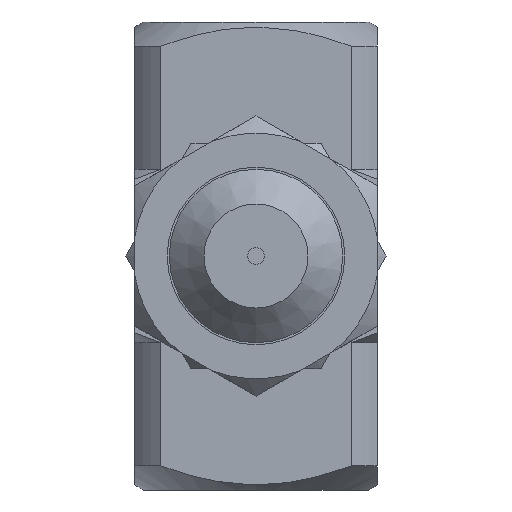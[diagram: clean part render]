
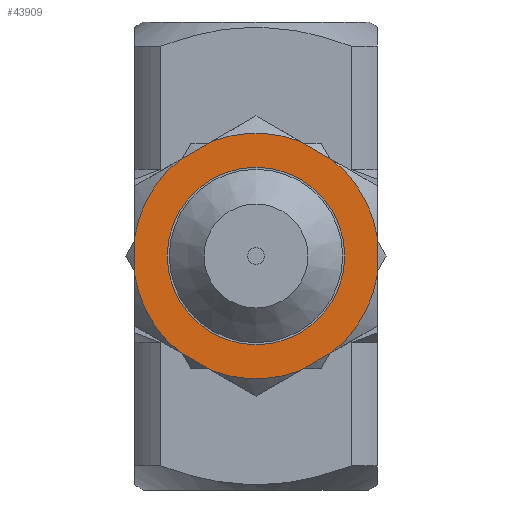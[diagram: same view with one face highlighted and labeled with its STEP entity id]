
A CAD part, front view. The second image highlights one B-rep face of the part: STEP entity #43909.
In plain terms, the highlighted planar face has unit normal (0, -1, 0).
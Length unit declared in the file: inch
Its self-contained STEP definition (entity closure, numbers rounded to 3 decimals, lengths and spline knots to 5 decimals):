
#43226=CARTESIAN_POINT('',(-0.32,-1.1,0.));
#43227=VERTEX_POINT('',#43226);
#43228=CARTESIAN_POINT('',(0.,-1.1,0.));
#43229=DIRECTION('',(0.0,1.0,0.0));
#43230=DIRECTION('',(-1.0,0.0,0.0));
#43231=AXIS2_PLACEMENT_3D('',#43228,#43229,#43230);
#43232=CIRCLE('',#43231,0.32);
#43233=EDGE_CURVE('',#43227,#43227,#43232,.T.);
#43245=CARTESIAN_POINT('',(0.4375,-1.1,0.06753));
#43246=VERTEX_POINT('',#43245);
#43260=CARTESIAN_POINT('',(0.4375,-1.1,-0.06753));
#43261=VERTEX_POINT('',#43260);
#43262=CARTESIAN_POINT('',(0.4375,-1.1,0.06753));
#43263=DIRECTION('',(0.0,0.0,-1.0));
#43264=VECTOR('',#43263,0.13507);
#43265=LINE('',#43262,#43264);
#43266=EDGE_CURVE('',#43246,#43261,#43265,.T.);
#43345=CARTESIAN_POINT('',(0.16027,-1.1,0.41265));
#43346=VERTEX_POINT('',#43345);
#43360=CARTESIAN_POINT('',(0.27723,-1.1,0.34512));
#43361=VERTEX_POINT('',#43360);
#43362=CARTESIAN_POINT('',(0.16027,-1.1,0.41265));
#43363=DIRECTION('',(0.866,0.0,-0.5));
#43364=VECTOR('',#43363,0.13507);
#43365=LINE('',#43362,#43364);
#43366=EDGE_CURVE('',#43346,#43361,#43365,.T.);
#43436=CARTESIAN_POINT('',(-0.27723,-1.1,0.34512));
#43437=VERTEX_POINT('',#43436);
#43451=CARTESIAN_POINT('',(-0.16027,-1.1,0.41265));
#43452=VERTEX_POINT('',#43451);
#43453=CARTESIAN_POINT('',(-0.27723,-1.1,0.34512));
#43454=DIRECTION('',(0.866,0.0,0.5));
#43455=VECTOR('',#43454,0.13507);
#43456=LINE('',#43453,#43455);
#43457=EDGE_CURVE('',#43437,#43452,#43456,.T.);
#43527=CARTESIAN_POINT('',(-0.4375,-1.1,-0.06753));
#43528=VERTEX_POINT('',#43527);
#43542=CARTESIAN_POINT('',(-0.4375,-1.1,0.06753));
#43543=VERTEX_POINT('',#43542);
#43544=CARTESIAN_POINT('',(-0.4375,-1.1,-0.06753));
#43545=DIRECTION('',(0.0,0.0,1.0));
#43546=VECTOR('',#43545,0.13507);
#43547=LINE('',#43544,#43546);
#43548=EDGE_CURVE('',#43528,#43543,#43547,.T.);
#43616=CARTESIAN_POINT('',(-0.27723,-1.1,-0.34512));
#43617=VERTEX_POINT('',#43616);
#43678=CARTESIAN_POINT('',(-0.16027,-1.1,-0.41265));
#43679=VERTEX_POINT('',#43678);
#43693=CARTESIAN_POINT('',(-0.16027,-1.1,-0.41265));
#43694=DIRECTION('',(-0.866,0.0,0.5));
#43695=VECTOR('',#43694,0.13507);
#43696=LINE('',#43693,#43695);
#43697=EDGE_CURVE('',#43679,#43617,#43696,.T.);
#43783=CARTESIAN_POINT('',(0.16027,-1.1,-0.41265));
#43784=VERTEX_POINT('',#43783);
#43827=CARTESIAN_POINT('',(0.27723,-1.1,-0.34512));
#43828=VERTEX_POINT('',#43827);
#43842=CARTESIAN_POINT('',(0.27723,-1.1,-0.34512));
#43843=DIRECTION('',(-0.866,0.0,-0.5));
#43844=VECTOR('',#43843,0.13507);
#43845=LINE('',#43842,#43844);
#43846=EDGE_CURVE('',#43828,#43784,#43845,.T.);
#43851=CARTESIAN_POINT('',(-0.375,-1.1,0.));
#43852=DIRECTION('',(0.0,-1.0,0.0));
#43853=DIRECTION('',(0.0,0.0,1.0));
#43854=AXIS2_PLACEMENT_3D('',#43851,#43852,#43853);
#43855=PLANE('',#43854);
#43856=CARTESIAN_POINT('',(0.,-1.1,0.));
#43857=DIRECTION('',(0.0,-1.0,0.0));
#43858=DIRECTION('',(0.0,0.0,1.0));
#43859=AXIS2_PLACEMENT_3D('',#43856,#43857,#43858);
#43860=CIRCLE('',#43859,0.44268);
#43861=EDGE_CURVE('',#43528,#43617,#43860,.T.);
#43862=ORIENTED_EDGE('',*,*,#43861,.T.);
#43863=ORIENTED_EDGE('',*,*,#43697,.F.);
#43864=CARTESIAN_POINT('',(0.,-1.1,0.));
#43865=DIRECTION('',(0.0,-1.0,0.0));
#43866=DIRECTION('',(0.0,0.0,1.0));
#43867=AXIS2_PLACEMENT_3D('',#43864,#43865,#43866);
#43868=CIRCLE('',#43867,0.44268);
#43869=EDGE_CURVE('',#43679,#43784,#43868,.T.);
#43870=ORIENTED_EDGE('',*,*,#43869,.T.);
#43871=ORIENTED_EDGE('',*,*,#43846,.F.);
#43872=CARTESIAN_POINT('',(0.,-1.1,0.));
#43873=DIRECTION('',(0.0,-1.0,0.0));
#43874=DIRECTION('',(0.0,0.0,1.0));
#43875=AXIS2_PLACEMENT_3D('',#43872,#43873,#43874);
#43876=CIRCLE('',#43875,0.44268);
#43877=EDGE_CURVE('',#43828,#43261,#43876,.T.);
#43878=ORIENTED_EDGE('',*,*,#43877,.T.);
#43879=ORIENTED_EDGE('',*,*,#43266,.F.);
#43880=CARTESIAN_POINT('',(0.,-1.1,0.));
#43881=DIRECTION('',(0.0,-1.0,0.0));
#43882=DIRECTION('',(0.0,0.0,1.0));
#43883=AXIS2_PLACEMENT_3D('',#43880,#43881,#43882);
#43884=CIRCLE('',#43883,0.44268);
#43885=EDGE_CURVE('',#43246,#43361,#43884,.T.);
#43886=ORIENTED_EDGE('',*,*,#43885,.T.);
#43887=ORIENTED_EDGE('',*,*,#43366,.F.);
#43888=CARTESIAN_POINT('',(0.,-1.1,0.));
#43889=DIRECTION('',(0.0,-1.0,0.0));
#43890=DIRECTION('',(0.0,0.0,1.0));
#43891=AXIS2_PLACEMENT_3D('',#43888,#43889,#43890);
#43892=CIRCLE('',#43891,0.44268);
#43893=EDGE_CURVE('',#43346,#43452,#43892,.T.);
#43894=ORIENTED_EDGE('',*,*,#43893,.T.);
#43895=ORIENTED_EDGE('',*,*,#43457,.F.);
#43896=CARTESIAN_POINT('',(0.,-1.1,0.));
#43897=DIRECTION('',(0.0,-1.0,0.0));
#43898=DIRECTION('',(0.0,0.0,1.0));
#43899=AXIS2_PLACEMENT_3D('',#43896,#43897,#43898);
#43900=CIRCLE('',#43899,0.44268);
#43901=EDGE_CURVE('',#43437,#43543,#43900,.T.);
#43902=ORIENTED_EDGE('',*,*,#43901,.T.);
#43903=ORIENTED_EDGE('',*,*,#43548,.F.);
#43904=EDGE_LOOP('',(#43862,#43863,#43870,#43871,#43878,#43879,#43886,#43887,#43894,#43895,#43902,#43903));
#43905=FACE_OUTER_BOUND('',#43904,.T.);
#43906=ORIENTED_EDGE('',*,*,#43233,.T.);
#43907=EDGE_LOOP('',(#43906));
#43908=FACE_BOUND('',#43907,.T.);
#43909=ADVANCED_FACE('',(#43905,#43908),#43855,.T.);
